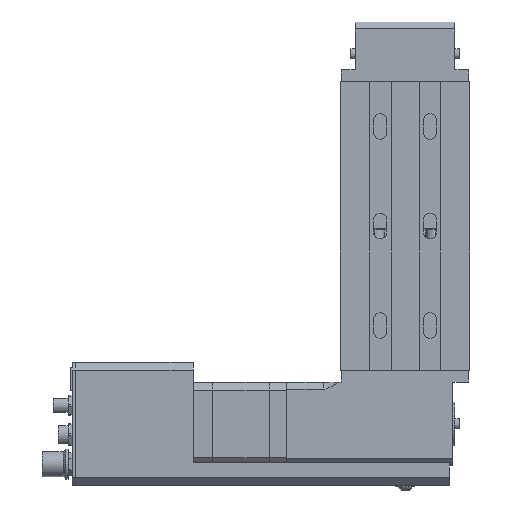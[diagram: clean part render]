
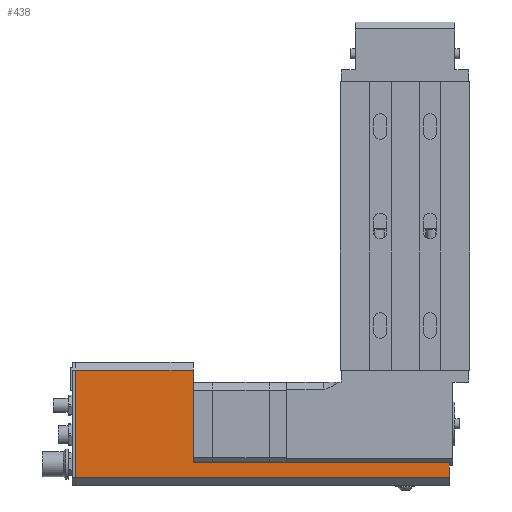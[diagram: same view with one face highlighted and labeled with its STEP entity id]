
A CAD part, front view. The second image highlights one B-rep face of the part: STEP entity #438.
In plain terms, the highlighted planar face has unit normal (0, -1, 0).
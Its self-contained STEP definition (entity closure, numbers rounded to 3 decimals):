
#438 = ADVANCED_FACE ( 'NONE', ( #15387 ), #5572, .F. ) ;
#1444 = CARTESIAN_POINT ( 'NONE',  ( 27., -21., 81.8 ) ) ;
#2451 = DIRECTION ( 'NONE',  ( 0., 0., 1. ) ) ;
#2763 = AXIS2_PLACEMENT_3D ( 'NONE', #3035, #15259, #11229 ) ;
#3035 = CARTESIAN_POINT ( 'NONE',  ( 27., -21., -106.25 ) ) ;
#3163 = CARTESIAN_POINT ( 'NONE',  ( 19.5, -21., -47. ) ) ;
#4095 = CARTESIAN_POINT ( 'NONE',  ( 27., -21., -106.25 ) ) ;
#4741 = EDGE_CURVE ( 'NONE', #9667, #26236, #19683, .T. ) ;
#5451 = LINE ( 'NONE', #23736, #17506 ) ;
#5548 = LINE ( 'NONE', #18279, #25515 ) ;
#5572 = PLANE ( 'NONE',  #2763 ) ;
#5728 = CARTESIAN_POINT ( 'NONE',  ( 27., -21., 81.8 ) ) ;
#6201 = EDGE_CURVE ( 'NONE', #15166, #7149, #17929, .T. ) ;
#7149 = VERTEX_POINT ( 'NONE', #5728 ) ;
#7590 = EDGE_CURVE ( 'NONE', #26236, #17840, #11832, .T. ) ;
#7902 = DIRECTION ( 'NONE',  ( 1., 0., 0. ) ) ;
#8295 = CARTESIAN_POINT ( 'NONE',  ( 19.5, -21., 81.8 ) ) ;
#8547 = VERTEX_POINT ( 'NONE', #3163 ) ;
#8616 = EDGE_LOOP ( 'NONE', ( #12630, #19369, #22198, #16343, #14698, #26411 ) ) ;
#8937 = EDGE_CURVE ( 'NONE', #9667, #7149, #14692, .T. ) ;
#9667 = VERTEX_POINT ( 'NONE', #4095 ) ;
#10679 = VECTOR ( 'NONE', #7902, 1000. ) ;
#11229 = DIRECTION ( 'NONE',  ( -1., 0., 0. ) ) ;
#11832 = LINE ( 'NONE', #14114, #14858 ) ;
#12051 = CARTESIAN_POINT ( 'NONE',  ( -27., -21., -106.25 ) ) ;
#12630 = ORIENTED_EDGE ( 'NONE', *, *, #8937, .T. ) ;
#12984 = DIRECTION ( 'NONE',  ( -1., 0., 0. ) ) ;
#14114 = CARTESIAN_POINT ( 'NONE',  ( -27., -21., -106.25 ) ) ;
#14692 = LINE ( 'NONE', #22453, #15945 ) ;
#14698 = ORIENTED_EDGE ( 'NONE', *, *, #7590, .F. ) ;
#14858 = VECTOR ( 'NONE', #16388, 1000. ) ;
#15166 = VERTEX_POINT ( 'NONE', #8295 ) ;
#15259 = DIRECTION ( 'NONE',  ( 0., 1., 0. ) ) ;
#15387 = FACE_OUTER_BOUND ( 'NONE', #8616, .T. ) ;
#15945 = VECTOR ( 'NONE', #2451, 1000. ) ;
#15971 = EDGE_CURVE ( 'NONE', #15166, #8547, #5548, .T. ) ;
#16343 = ORIENTED_EDGE ( 'NONE', *, *, #24723, .T. ) ;
#16388 = DIRECTION ( 'NONE',  ( 0., 0., 1. ) ) ;
#17165 = CARTESIAN_POINT ( 'NONE',  ( -27., -21., -47. ) ) ;
#17506 = VECTOR ( 'NONE', #17507, 1000. ) ;
#17507 = DIRECTION ( 'NONE',  ( -1., 0., 0. ) ) ;
#17840 = VERTEX_POINT ( 'NONE', #17165 ) ;
#17892 = VECTOR ( 'NONE', #12984, 1000. ) ;
#17929 = LINE ( 'NONE', #1444, #10679 ) ;
#18279 = CARTESIAN_POINT ( 'NONE',  ( 19.5, -21., 81.8 ) ) ;
#19369 = ORIENTED_EDGE ( 'NONE', *, *, #6201, .F. ) ;
#19683 = LINE ( 'NONE', #23469, #17892 ) ;
#22198 = ORIENTED_EDGE ( 'NONE', *, *, #15971, .T. ) ;
#22307 = DIRECTION ( 'NONE',  ( 0., 0., -1. ) ) ;
#22453 = CARTESIAN_POINT ( 'NONE',  ( 27., -21., -106.25 ) ) ;
#23469 = CARTESIAN_POINT ( 'NONE',  ( 27., -21., -106.25 ) ) ;
#23736 = CARTESIAN_POINT ( 'NONE',  ( 27., -21., -47. ) ) ;
#24723 = EDGE_CURVE ( 'NONE', #8547, #17840, #5451, .T. ) ;
#25515 = VECTOR ( 'NONE', #22307, 1000. ) ;
#26236 = VERTEX_POINT ( 'NONE', #12051 ) ;
#26411 = ORIENTED_EDGE ( 'NONE', *, *, #4741, .F. ) ;
